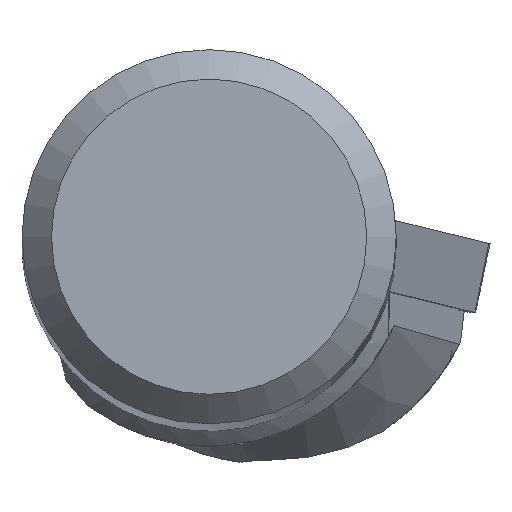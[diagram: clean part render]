
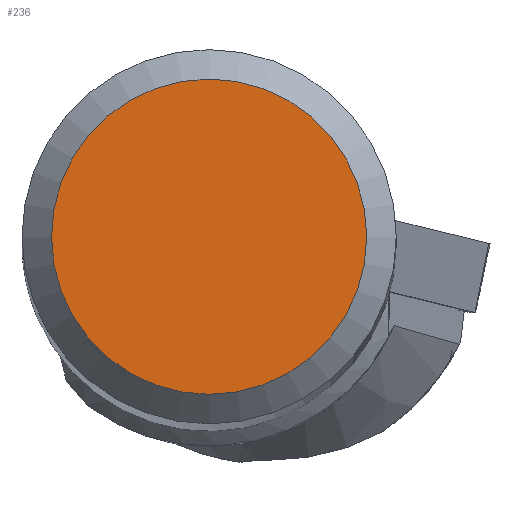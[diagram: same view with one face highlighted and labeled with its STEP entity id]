
A CAD part, top view. The second image highlights one B-rep face of the part: STEP entity #236.
In plain terms, the highlighted planar face has unit normal (0, 0, 1).
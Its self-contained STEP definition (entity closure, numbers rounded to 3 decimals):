
#180=FACE_OUTER_BOUND('',#463,.T.);
#236=ADVANCED_FACE('',(#180),#278,.T.);
#278=PLANE('',#1240);
#463=EDGE_LOOP('',(#659));
#659=ORIENTED_EDGE('',*,*,#995,.F.);
#872=VERTEX_POINT('',#2102);
#995=EDGE_CURVE('',#872,#872,#1059,.T.);
#1059=CIRCLE('',#1239,10.691);
#1239=AXIS2_PLACEMENT_3D('',#2101,#1502,#1503);
#1240=AXIS2_PLACEMENT_3D('',#2103,#1504,#1505);
#1502=DIRECTION('',(0.,0.,-1.));
#1503=DIRECTION('',(-1.,0.,0.));
#1504=DIRECTION('',(0.,0.,1.));
#1505=DIRECTION('',(-1.,0.,0.));
#2101=CARTESIAN_POINT('',(0.,0.,0.));
#2102=CARTESIAN_POINT('',(-10.691,0.,0.));
#2103=CARTESIAN_POINT('',(0.,0.,0.));
